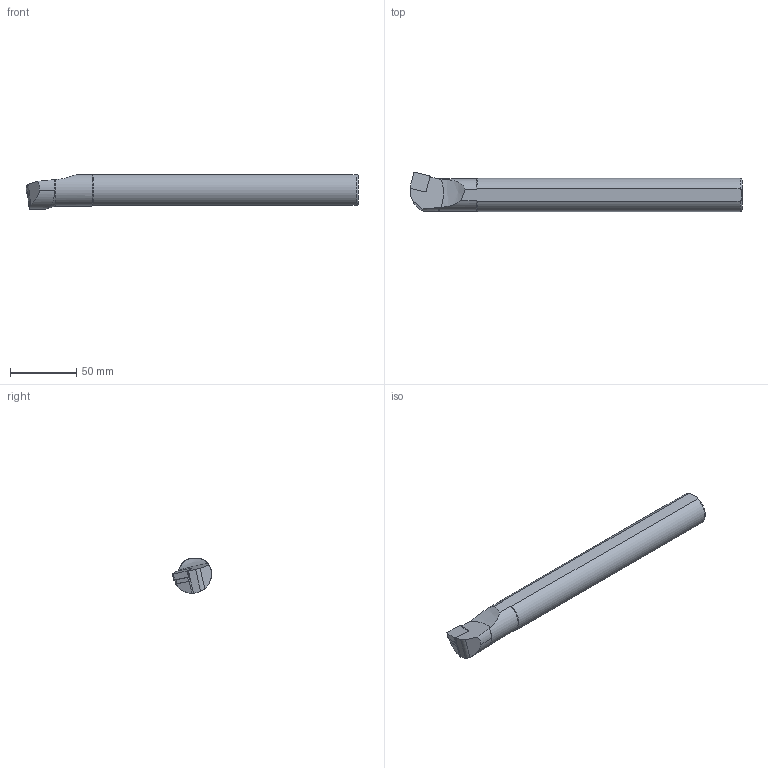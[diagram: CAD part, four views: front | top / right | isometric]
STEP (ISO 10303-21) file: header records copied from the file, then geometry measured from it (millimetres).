
FILE_DESCRIPTION(/* description */ (''),/* implementation_level */ '2;1');
FILE_NAME(/* name */ 'S25S-PSKNL-12C.stp',/* time_stamp */ '2023-10-23T11:34:32+03:00',/* author */ (''),/* organization */ (''),/* preprocessor_version */ 'ST-DEVELOPER v19.4',/* originating_system */ 'SIEMENS PLM Software NX2306.3001',/* authorisation */ '');
FILE_SCHEMA (('AUTOMOTIVE_DESIGN { 1 0 10303 214 3 1 1 1 }'));
Length unit declared in the file: millimetre
Products named in the file (1): S25S-PSKNR-12C
Bounding box: 250.07 x 29.5 x 26 mm (x, y, z)
Volume: 115285.4 mm3; surface area: 20589.3 mm2
Topology: 2 solids, 2 shells, 48 faces, 127 edges, 83 vertices
Faces by surface type: plane 25, cylinder 17, cone 4, torus 1, bspline 1
Entity records: 2394 total; most frequent: CARTESIAN_POINT 1184, ORIENTED_EDGE 250, DIRECTION 244, EDGE_CURVE 125, AXIS2_PLACEMENT_3D 91, VERTEX_POINT 82, LINE 62, VECTOR 62
